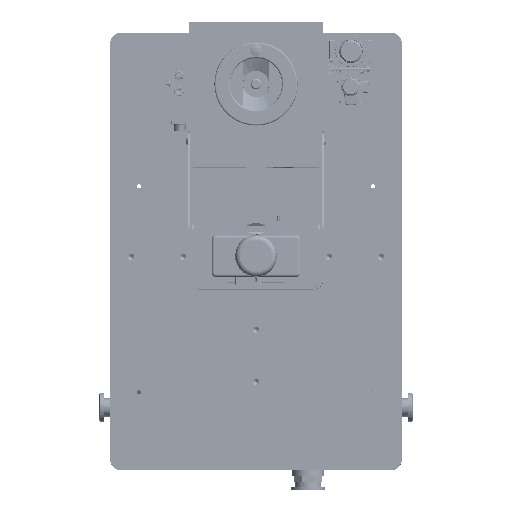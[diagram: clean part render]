
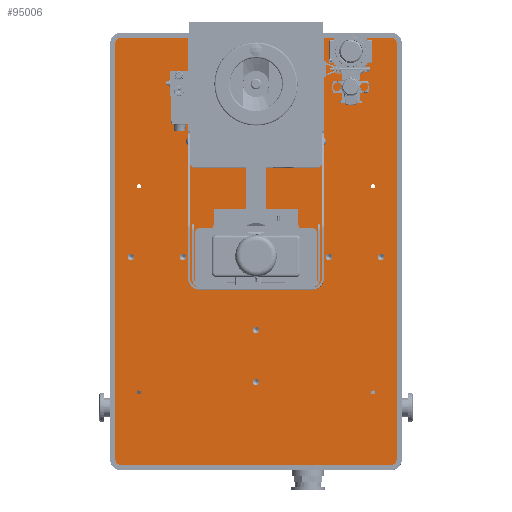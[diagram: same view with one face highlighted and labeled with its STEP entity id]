
A CAD part, top view. The second image highlights one B-rep face of the part: STEP entity #95006.
In plain terms, the highlighted planar face has unit normal (0, 0, 1).
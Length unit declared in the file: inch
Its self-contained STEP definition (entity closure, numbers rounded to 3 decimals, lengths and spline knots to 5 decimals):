
#94759=CARTESIAN_POINT('',(-4.0,-19.38143,-6.0));
#94760=VERTEX_POINT('',#94759);
#94761=CARTESIAN_POINT('',(-4.25,-19.13143,-6.0));
#94762=VERTEX_POINT('',#94761);
#94763=CARTESIAN_POINT('',(-4.0,-19.13143,-6.0));
#94764=DIRECTION('',(-0.0,-0.0,-1.0));
#94765=DIRECTION('',(-0.707,-0.707,0.0));
#94766=AXIS2_PLACEMENT_3D('',#94763,#94764,#94765);
#94767=CIRCLE('',#94766,0.25);
#94768=EDGE_CURVE('',#94760,#94762,#94767,.T.);
#94801=ORIENTED_EDGE('',*,*,#94768,.F.);
#94802=CARTESIAN_POINT('',(9.0,-19.38143,-6.0));
#94803=VERTEX_POINT('',#94802);
#94804=CARTESIAN_POINT('',(9.0,-19.38143,-6.0));
#94805=DIRECTION('',(1.0,0.0,0.0));
#94806=VECTOR('',#94805,39.37008);
#94807=LINE('',#94804,#94806);
#94808=EDGE_CURVE('',#94760,#94803,#94807,.T.);
#94809=ORIENTED_EDGE('',*,*,#94808,.T.);
#94810=CARTESIAN_POINT('',(9.25,-19.13143,-6.0));
#94811=VERTEX_POINT('',#94810);
#94812=CARTESIAN_POINT('',(9.0,-19.13143,-6.0));
#94813=DIRECTION('',(-0.0,-0.0,-1.0));
#94814=DIRECTION('',(0.707,-0.707,0.0));
#94815=AXIS2_PLACEMENT_3D('',#94812,#94813,#94814);
#94816=CIRCLE('',#94815,0.25);
#94817=EDGE_CURVE('',#94811,#94803,#94816,.T.);
#94818=ORIENTED_EDGE('',*,*,#94817,.F.);
#94819=CARTESIAN_POINT('',(9.25,0.86857,-6.0));
#94820=VERTEX_POINT('',#94819);
#94821=CARTESIAN_POINT('',(9.25,0.86857,-6.0));
#94822=DIRECTION('',(-0.0,1.0,0.0));
#94823=VECTOR('',#94822,39.37008);
#94824=LINE('',#94821,#94823);
#94825=EDGE_CURVE('',#94811,#94820,#94824,.T.);
#94826=ORIENTED_EDGE('',*,*,#94825,.T.);
#94827=CARTESIAN_POINT('',(9.0,1.11857,-6.0));
#94828=VERTEX_POINT('',#94827);
#94829=CARTESIAN_POINT('',(9.0,0.86857,-6.0));
#94830=DIRECTION('',(-0.0,-0.0,-1.0));
#94831=DIRECTION('',(0.707,0.707,0.0));
#94832=AXIS2_PLACEMENT_3D('',#94829,#94830,#94831);
#94833=CIRCLE('',#94832,0.25);
#94834=EDGE_CURVE('',#94828,#94820,#94833,.T.);
#94835=ORIENTED_EDGE('',*,*,#94834,.F.);
#94836=CARTESIAN_POINT('',(-4.0,1.11857,-6.0));
#94837=VERTEX_POINT('',#94836);
#94838=CARTESIAN_POINT('',(9.0,1.11857,-6.0));
#94839=DIRECTION('',(-1.0,0.0,0.0));
#94840=VECTOR('',#94839,39.37008);
#94841=LINE('',#94838,#94840);
#94842=EDGE_CURVE('',#94828,#94837,#94841,.T.);
#94843=ORIENTED_EDGE('',*,*,#94842,.T.);
#94844=CARTESIAN_POINT('',(-4.25,0.86857,-6.0));
#94845=VERTEX_POINT('',#94844);
#94846=CARTESIAN_POINT('',(-4.0,0.86857,-6.0));
#94847=DIRECTION('',(-0.0,-0.0,-1.0));
#94848=DIRECTION('',(-0.707,0.707,0.0));
#94849=AXIS2_PLACEMENT_3D('',#94846,#94847,#94848);
#94850=CIRCLE('',#94849,0.25);
#94851=EDGE_CURVE('',#94845,#94837,#94850,.T.);
#94852=ORIENTED_EDGE('',*,*,#94851,.F.);
#94853=CARTESIAN_POINT('',(-4.25,0.86857,-6.0));
#94854=DIRECTION('',(0.0,-1.0,0.0));
#94855=VECTOR('',#94854,39.37008);
#94856=LINE('',#94853,#94855);
#94857=EDGE_CURVE('',#94845,#94762,#94856,.T.);
#94858=ORIENTED_EDGE('',*,*,#94857,.T.);
#94859=EDGE_LOOP('',(#94801,#94809,#94818,#94826,#94835,#94843,#94852,#94858));
#94860=FACE_OUTER_BOUND('',#94859,.T.);
#94861=CARTESIAN_POINT('',(8.2255,-15.91143,-6.0));
#94862=VERTEX_POINT('',#94861);
#94863=CARTESIAN_POINT('',(8.125,-15.81093,-6.0));
#94864=VERTEX_POINT('',#94863);
#94865=CARTESIAN_POINT('',(8.125,-15.91143,-6.0));
#94866=DIRECTION('',(-0.0,-0.0,-1.0));
#94867=DIRECTION('',(1.0,0.0,0.0));
#94868=AXIS2_PLACEMENT_3D('',#94865,#94866,#94867);
#94869=CIRCLE('',#94868,0.1005);
#94870=EDGE_CURVE('',#94862,#94864,#94869,.T.);
#94871=ORIENTED_EDGE('',*,*,#94870,.T.);
#94872=EDGE_CURVE('',#94864,#94862,#94869,.T.);
#94873=ORIENTED_EDGE('',*,*,#94872,.T.);
#94874=EDGE_LOOP('',(#94871,#94873));
#94875=FACE_BOUND('',#94874,.T.);
#94876=CARTESIAN_POINT('',(8.2255,-6.01143,-6.0));
#94877=VERTEX_POINT('',#94876);
#94878=CARTESIAN_POINT('',(8.125,-6.01143,-6.0));
#94879=DIRECTION('',(-0.0,-0.0,-1.0));
#94880=DIRECTION('',(1.0,0.0,0.0));
#94881=AXIS2_PLACEMENT_3D('',#94878,#94879,#94880);
#94882=CIRCLE('',#94881,0.1005);
#94883=EDGE_CURVE('',#94877,#94877,#94882,.T.);
#94884=ORIENTED_EDGE('',*,*,#94883,.T.);
#94885=EDGE_LOOP('',(#94884));
#94886=FACE_BOUND('',#94885,.T.);
#94887=CARTESIAN_POINT('',(-3.0245,-6.01143,-6.0));
#94888=VERTEX_POINT('',#94887);
#94889=CARTESIAN_POINT('',(-3.125,-6.01143,-6.0));
#94890=DIRECTION('',(-0.0,-0.0,-1.0));
#94891=DIRECTION('',(1.0,0.0,0.0));
#94892=AXIS2_PLACEMENT_3D('',#94889,#94890,#94891);
#94893=CIRCLE('',#94892,0.1005);
#94894=EDGE_CURVE('',#94888,#94888,#94893,.T.);
#94895=ORIENTED_EDGE('',*,*,#94894,.T.);
#94896=EDGE_LOOP('',(#94895));
#94897=FACE_BOUND('',#94896,.T.);
#94898=CARTESIAN_POINT('',(-3.0245,-15.91143,-6.0));
#94899=VERTEX_POINT('',#94898);
#94900=CARTESIAN_POINT('',(-3.125,-15.81093,-6.0));
#94901=VERTEX_POINT('',#94900);
#94902=CARTESIAN_POINT('',(-3.125,-15.91143,-6.0));
#94903=DIRECTION('',(-0.0,-0.0,-1.0));
#94904=DIRECTION('',(1.0,0.0,0.0));
#94905=AXIS2_PLACEMENT_3D('',#94902,#94903,#94904);
#94906=CIRCLE('',#94905,0.1005);
#94907=EDGE_CURVE('',#94899,#94901,#94906,.T.);
#94908=ORIENTED_EDGE('',*,*,#94907,.T.);
#94909=EDGE_CURVE('',#94901,#94899,#94906,.T.);
#94910=ORIENTED_EDGE('',*,*,#94909,.T.);
#94911=EDGE_LOOP('',(#94908,#94910));
#94912=FACE_BOUND('',#94911,.T.);
#94913=CARTESIAN_POINT('',(6.1565,-9.41143,-6.0));
#94914=VERTEX_POINT('',#94913);
#94915=CARTESIAN_POINT('',(6.0,-9.41143,-6.0));
#94916=DIRECTION('',(-0.0,-0.0,-1.0));
#94917=DIRECTION('',(1.0,0.0,0.0));
#94918=AXIS2_PLACEMENT_3D('',#94915,#94916,#94917);
#94919=CIRCLE('',#94918,0.1565);
#94920=EDGE_CURVE('',#94914,#94914,#94919,.T.);
#94921=ORIENTED_EDGE('',*,*,#94920,.T.);
#94922=EDGE_LOOP('',(#94921));
#94923=FACE_BOUND('',#94922,.T.);
#94924=CARTESIAN_POINT('',(-0.8435,-9.41143,-6.0));
#94925=VERTEX_POINT('',#94924);
#94926=CARTESIAN_POINT('',(-1.0,-9.41143,-6.0));
#94927=DIRECTION('',(-0.0,-0.0,-1.0));
#94928=DIRECTION('',(1.0,0.0,0.0));
#94929=AXIS2_PLACEMENT_3D('',#94926,#94927,#94928);
#94930=CIRCLE('',#94929,0.1565);
#94931=EDGE_CURVE('',#94925,#94925,#94930,.T.);
#94932=ORIENTED_EDGE('',*,*,#94931,.T.);
#94933=EDGE_LOOP('',(#94932));
#94934=FACE_BOUND('',#94933,.T.);
#94935=CARTESIAN_POINT('',(8.6565,-9.41143,-6.0));
#94936=VERTEX_POINT('',#94935);
#94937=CARTESIAN_POINT('',(8.5,-9.41143,-6.0));
#94938=DIRECTION('',(0.0,0.0,-1.0));
#94939=DIRECTION('',(1.0,0.0,0.0));
#94940=AXIS2_PLACEMENT_3D('',#94937,#94938,#94939);
#94941=CIRCLE('',#94940,0.1565);
#94942=EDGE_CURVE('',#94936,#94936,#94941,.T.);
#94943=ORIENTED_EDGE('',*,*,#94942,.T.);
#94944=EDGE_LOOP('',(#94943));
#94945=FACE_BOUND('',#94944,.T.);
#94946=CARTESIAN_POINT('',(-3.3435,-9.41143,-6.0));
#94947=VERTEX_POINT('',#94946);
#94948=CARTESIAN_POINT('',(-3.5,-9.41143,-6.0));
#94949=DIRECTION('',(0.0,0.0,-1.0));
#94950=DIRECTION('',(1.0,0.0,0.0));
#94951=AXIS2_PLACEMENT_3D('',#94948,#94949,#94950);
#94952=CIRCLE('',#94951,0.1565);
#94953=EDGE_CURVE('',#94947,#94947,#94952,.T.);
#94954=ORIENTED_EDGE('',*,*,#94953,.T.);
#94955=EDGE_LOOP('',(#94954));
#94956=FACE_BOUND('',#94955,.T.);
#94957=CARTESIAN_POINT('',(2.6565,-5.91143,-6.0));
#94958=VERTEX_POINT('',#94957);
#94959=CARTESIAN_POINT('',(2.5,-5.91143,-6.0));
#94960=DIRECTION('',(0.0,0.0,-1.0));
#94961=DIRECTION('',(1.0,0.0,0.0));
#94962=AXIS2_PLACEMENT_3D('',#94959,#94960,#94961);
#94963=CIRCLE('',#94962,0.1565);
#94964=EDGE_CURVE('',#94958,#94958,#94963,.T.);
#94965=ORIENTED_EDGE('',*,*,#94964,.T.);
#94966=EDGE_LOOP('',(#94965));
#94967=FACE_BOUND('',#94966,.T.);
#94968=CARTESIAN_POINT('',(2.6565,-12.91143,-6.0));
#94969=VERTEX_POINT('',#94968);
#94970=CARTESIAN_POINT('',(2.5,-12.91143,-6.0));
#94971=DIRECTION('',(0.0,0.0,-1.0));
#94972=DIRECTION('',(1.0,0.0,0.0));
#94973=AXIS2_PLACEMENT_3D('',#94970,#94971,#94972);
#94974=CIRCLE('',#94973,0.1565);
#94975=EDGE_CURVE('',#94969,#94969,#94974,.T.);
#94976=ORIENTED_EDGE('',*,*,#94975,.T.);
#94977=EDGE_LOOP('',(#94976));
#94978=FACE_BOUND('',#94977,.T.);
#94979=CARTESIAN_POINT('',(2.6565,-15.41143,-6.0));
#94980=VERTEX_POINT('',#94979);
#94981=CARTESIAN_POINT('',(2.5,-15.41143,-6.0));
#94982=DIRECTION('',(0.0,0.0,-1.0));
#94983=DIRECTION('',(1.0,0.0,0.0));
#94984=AXIS2_PLACEMENT_3D('',#94981,#94982,#94983);
#94985=CIRCLE('',#94984,0.1565);
#94986=EDGE_CURVE('',#94980,#94980,#94985,.T.);
#94987=ORIENTED_EDGE('',*,*,#94986,.T.);
#94988=EDGE_LOOP('',(#94987));
#94989=FACE_BOUND('',#94988,.T.);
#94990=CARTESIAN_POINT('',(2.5,-9.53643,-6.0));
#94991=VERTEX_POINT('',#94990);
#94992=CARTESIAN_POINT('',(2.5,-9.41143,-6.0));
#94993=DIRECTION('',(0.0,0.0,1.0));
#94994=DIRECTION('',(0.0,-1.0,0.0));
#94995=AXIS2_PLACEMENT_3D('',#94992,#94993,#94994);
#94996=CIRCLE('',#94995,0.125);
#94997=EDGE_CURVE('',#94991,#94991,#94996,.T.);
#94998=ORIENTED_EDGE('',*,*,#94997,.F.);
#94999=EDGE_LOOP('',(#94998));
#95000=FACE_BOUND('',#94999,.T.);
#95001=CARTESIAN_POINT('',(0.90363,0.33239,-6.0));
#95002=DIRECTION('',(0.0,0.0,1.0));
#95003=DIRECTION('',(-1.0,0.0,0.0));
#95004=AXIS2_PLACEMENT_3D('',#95001,#95002,#95003);
#95005=PLANE('',#95004);
#95006=ADVANCED_FACE('',(#94860,#94875,#94886,#94897,#94912,#94923,#94934,#94945,#94956,#94967,#94978,#94989,#95000),#95005,.T.);
